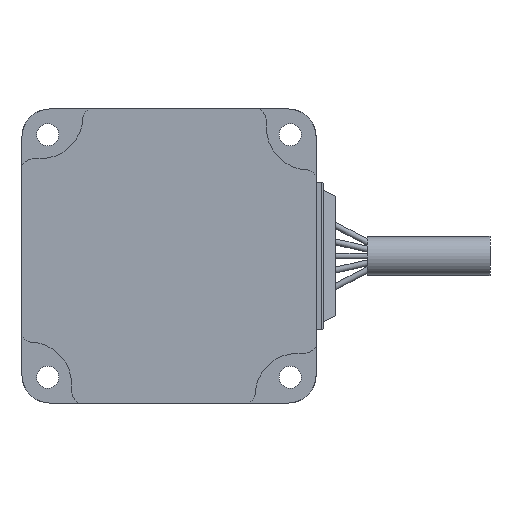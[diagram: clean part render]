
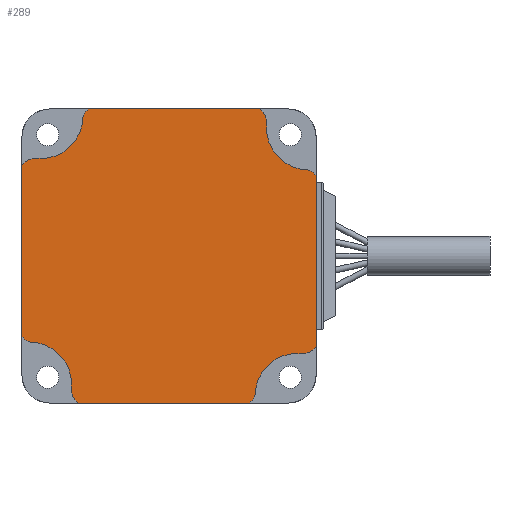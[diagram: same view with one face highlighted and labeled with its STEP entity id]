
A CAD part, left-side view. The second image highlights one B-rep face of the part: STEP entity #289.
In plain terms, the highlighted planar face has unit normal (-1, 0, 0).
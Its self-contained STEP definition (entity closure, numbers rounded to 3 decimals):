
#289 = ADVANCED_FACE( '', ( #584 ), #585, .F. );
#584 = FACE_OUTER_BOUND( '', #892, .T. );
#585 = PLANE( '', #893 );
#892 = EDGE_LOOP( '', ( #1872, #1873, #1874, #1875, #1876, #1877, #1878, #1879, #1880, #1881, #1882, #1883, #1884, #1885, #1886, #1887, #1888, #1889, #1890, #1891 ) );
#893 = AXIS2_PLACEMENT_3D( '', #1892, #1893, #1894 );
#1872 = ORIENTED_EDGE( '', *, *, #2248, .F. );
#1873 = ORIENTED_EDGE( '', *, *, #2251, .T. );
#1874 = ORIENTED_EDGE( '', *, *, #2255, .F. );
#1875 = ORIENTED_EDGE( '', *, *, #2221, .F. );
#1876 = ORIENTED_EDGE( '', *, *, #2280, .F. );
#1877 = ORIENTED_EDGE( '', *, *, #2253, .F. );
#1878 = ORIENTED_EDGE( '', *, *, #2257, .T. );
#1879 = ORIENTED_EDGE( '', *, *, #2259, .F. );
#1880 = ORIENTED_EDGE( '', *, *, #2261, .F. );
#1881 = ORIENTED_EDGE( '', *, *, #2281, .F. );
#1882 = ORIENTED_EDGE( '', *, *, #2263, .F. );
#1883 = ORIENTED_EDGE( '', *, *, #2266, .T. );
#1884 = ORIENTED_EDGE( '', *, *, #2268, .F. );
#1885 = ORIENTED_EDGE( '', *, *, #2269, .F. );
#1886 = ORIENTED_EDGE( '', *, *, #2209, .F. );
#1887 = ORIENTED_EDGE( '', *, *, #2271, .F. );
#1888 = ORIENTED_EDGE( '', *, *, #2273, .T. );
#1889 = ORIENTED_EDGE( '', *, *, #2275, .F. );
#1890 = ORIENTED_EDGE( '', *, *, #2277, .F. );
#1891 = ORIENTED_EDGE( '', *, *, #2282, .F. );
#1892 = CARTESIAN_POINT( '', ( -42., 24.3, 24.3 ) );
#1893 = DIRECTION( '', ( 1., 0., 0. ) );
#1894 = DIRECTION( '', ( 0., 0., -1. ) );
#2209 = EDGE_CURVE( '', #2713, #2715, #2716, .T. );
#2221 = EDGE_CURVE( '', #2737, #2739, #2740, .T. );
#2248 = EDGE_CURVE( '', #2786, #2788, #2789, .T. );
#2251 = EDGE_CURVE( '', #2786, #2791, #2793, .T. );
#2253 = EDGE_CURVE( '', #2794, #2796, #2797, .T. );
#2255 = EDGE_CURVE( '', #2739, #2791, #2799, .T. );
#2257 = EDGE_CURVE( '', #2794, #2800, #2802, .T. );
#2259 = EDGE_CURVE( '', #2803, #2800, #2805, .T. );
#2261 = EDGE_CURVE( '', #2806, #2803, #2808, .T. );
#2263 = EDGE_CURVE( '', #2809, #2811, #2812, .T. );
#2266 = EDGE_CURVE( '', #2809, #2814, #2816, .T. );
#2268 = EDGE_CURVE( '', #2817, #2814, #2819, .T. );
#2269 = EDGE_CURVE( '', #2715, #2817, #2820, .T. );
#2271 = EDGE_CURVE( '', #2821, #2713, #2823, .T. );
#2273 = EDGE_CURVE( '', #2821, #2824, #2826, .T. );
#2275 = EDGE_CURVE( '', #2827, #2824, #2829, .T. );
#2277 = EDGE_CURVE( '', #2830, #2827, #2832, .T. );
#2280 = EDGE_CURVE( '', #2796, #2737, #2836, .T. );
#2281 = EDGE_CURVE( '', #2811, #2806, #2837, .T. );
#2282 = EDGE_CURVE( '', #2788, #2830, #2838, .T. );
#2713 = VERTEX_POINT( '', #3498 );
#2715 = VERTEX_POINT( '', #3501 );
#2716 = LINE( '', #3502, #3503 );
#2737 = VERTEX_POINT( '', #3525 );
#2739 = VERTEX_POINT( '', #3528 );
#2740 = CIRCLE( '', #3529, 3. );
#2786 = VERTEX_POINT( '', #3586 );
#2788 = VERTEX_POINT( '', #3589 );
#2789 = CIRCLE( '', #3590, 3. );
#2791 = VERTEX_POINT( '', #3593 );
#2793 = CIRCLE( '', #3596, 8.5 );
#2794 = VERTEX_POINT( '', #3597 );
#2796 = VERTEX_POINT( '', #3600 );
#2797 = CIRCLE( '', #3601, 3. );
#2799 = LINE( '', #3604, #3605 );
#2800 = VERTEX_POINT( '', #3606 );
#2802 = CIRCLE( '', #3609, 8.5 );
#2803 = VERTEX_POINT( '', #3610 );
#2805 = LINE( '', #3613, #3614 );
#2806 = VERTEX_POINT( '', #3615 );
#2808 = CIRCLE( '', #3618, 3. );
#2809 = VERTEX_POINT( '', #3619 );
#2811 = VERTEX_POINT( '', #3622 );
#2812 = CIRCLE( '', #3623, 3. );
#2814 = VERTEX_POINT( '', #3626 );
#2816 = CIRCLE( '', #3629, 8.5 );
#2817 = VERTEX_POINT( '', #3630 );
#2819 = LINE( '', #3633, #3634 );
#2820 = CIRCLE( '', #3635, 3. );
#2821 = VERTEX_POINT( '', #3636 );
#2823 = CIRCLE( '', #3639, 3. );
#2824 = VERTEX_POINT( '', #3640 );
#2826 = CIRCLE( '', #3643, 8.5 );
#2827 = VERTEX_POINT( '', #3644 );
#2829 = LINE( '', #3647, #3648 );
#2830 = VERTEX_POINT( '', #3649 );
#2832 = CIRCLE( '', #3652, 3. );
#2836 = LINE( '', #3658, #3659 );
#2837 = LINE( '', #3660, #3661 );
#2838 = LINE( '', #3662, #3663 );
#3498 = CARTESIAN_POINT( '', ( -42., -30., 16.358 ) );
#3501 = CARTESIAN_POINT( '', ( -42., -30., -18.397 ) );
#3502 = CARTESIAN_POINT( '', ( -42., -30., 24.3 ) );
#3503 = VECTOR( '', #4026, 1000. );
#3525 = CARTESIAN_POINT( '', ( -42., 30., 18.397 ) );
#3528 = CARTESIAN_POINT( '', ( -42., 27.4, 19.9 ) );
#3529 = AXIS2_PLACEMENT_3D( '', #4056, #4057, #4058 );
#3586 = CARTESIAN_POINT( '', ( -42., 17.601, 28.264 ) );
#3589 = CARTESIAN_POINT( '', ( -42., 16.358, 30. ) );
#3590 = AXIS2_PLACEMENT_3D( '', #4113, #4114, #4115 );
#3593 = CARTESIAN_POINT( '', ( -42., 26.1, 19.9 ) );
#3596 = AXIS2_PLACEMENT_3D( '', #4118, #4119, #4120 );
#3597 = CARTESIAN_POINT( '', ( -42., 28.264, -17.601 ) );
#3600 = CARTESIAN_POINT( '', ( -42., 30., -16.358 ) );
#3601 = AXIS2_PLACEMENT_3D( '', #4122, #4123, #4124 );
#3604 = CARTESIAN_POINT( '', ( -42., 27.4, 19.9 ) );
#3605 = VECTOR( '', #4126, 1000. );
#3606 = CARTESIAN_POINT( '', ( -42., 19.9, -26.1 ) );
#3609 = AXIS2_PLACEMENT_3D( '', #4128, #4129, #4130 );
#3610 = CARTESIAN_POINT( '', ( -42., 19.9, -27.4 ) );
#3613 = CARTESIAN_POINT( '', ( -42., 19.9, -27.4 ) );
#3614 = VECTOR( '', #4132, 1000. );
#3615 = CARTESIAN_POINT( '', ( -42., 18.397, -30. ) );
#3618 = AXIS2_PLACEMENT_3D( '', #4134, #4135, #4136 );
#3619 = CARTESIAN_POINT( '', ( -42., -17.601, -28.264 ) );
#3622 = CARTESIAN_POINT( '', ( -42., -16.358, -30. ) );
#3623 = AXIS2_PLACEMENT_3D( '', #4138, #4139, #4140 );
#3626 = CARTESIAN_POINT( '', ( -42., -26.1, -19.9 ) );
#3629 = AXIS2_PLACEMENT_3D( '', #4143, #4144, #4145 );
#3630 = CARTESIAN_POINT( '', ( -42., -27.4, -19.9 ) );
#3633 = CARTESIAN_POINT( '', ( -42., -27.4, -19.9 ) );
#3634 = VECTOR( '', #4147, 1000. );
#3635 = AXIS2_PLACEMENT_3D( '', #4148, #4149, #4150 );
#3636 = CARTESIAN_POINT( '', ( -42., -28.264, 17.601 ) );
#3639 = AXIS2_PLACEMENT_3D( '', #4152, #4153, #4154 );
#3640 = CARTESIAN_POINT( '', ( -42., -19.9, 26.1 ) );
#3643 = AXIS2_PLACEMENT_3D( '', #4156, #4157, #4158 );
#3644 = CARTESIAN_POINT( '', ( -42., -19.9, 27.4 ) );
#3647 = CARTESIAN_POINT( '', ( -42., -19.9, 27.4 ) );
#3648 = VECTOR( '', #4160, 1000. );
#3649 = CARTESIAN_POINT( '', ( -42., -18.397, 30. ) );
#3652 = AXIS2_PLACEMENT_3D( '', #4162, #4163, #4164 );
#3658 = CARTESIAN_POINT( '', ( -42., 30., -24.3 ) );
#3659 = VECTOR( '', #4167, 1000. );
#3660 = CARTESIAN_POINT( '', ( -42., -24.3, -30. ) );
#3661 = VECTOR( '', #4168, 1000. );
#3662 = CARTESIAN_POINT( '', ( -42., 24.3, 30. ) );
#3663 = VECTOR( '', #4169, 1000. );
#4026 = DIRECTION( '', ( 0., 0., -1. ) );
#4056 = CARTESIAN_POINT( '', ( -42., 27.4, 16.9 ) );
#4057 = DIRECTION( '', ( 1., 0., 0. ) );
#4058 = DIRECTION( '', ( 0., 0., -1. ) );
#4113 = CARTESIAN_POINT( '', ( -42., 14.7, 27.5 ) );
#4114 = DIRECTION( '', ( 1., 0., 0. ) );
#4115 = DIRECTION( '', ( 0., 0., -1. ) );
#4118 = CARTESIAN_POINT( '', ( -42., 26.1, 28.4 ) );
#4119 = DIRECTION( '', ( 1., 0., 0. ) );
#4120 = DIRECTION( '', ( 0., 0., -1. ) );
#4122 = CARTESIAN_POINT( '', ( -42., 27.5, -14.7 ) );
#4123 = DIRECTION( '', ( 1., 0., 0. ) );
#4124 = DIRECTION( '', ( 0., 0., -1. ) );
#4126 = DIRECTION( '', ( 0., -1., 0. ) );
#4128 = CARTESIAN_POINT( '', ( -42., 28.4, -26.1 ) );
#4129 = DIRECTION( '', ( 1., 0., 0. ) );
#4130 = DIRECTION( '', ( 0., 0., -1. ) );
#4132 = DIRECTION( '', ( 0., 0., 1. ) );
#4134 = CARTESIAN_POINT( '', ( -42., 16.9, -27.4 ) );
#4135 = DIRECTION( '', ( 1., 0., 0. ) );
#4136 = DIRECTION( '', ( 0., 0., -1. ) );
#4138 = CARTESIAN_POINT( '', ( -42., -14.7, -27.5 ) );
#4139 = DIRECTION( '', ( 1., 0., 0. ) );
#4140 = DIRECTION( '', ( 0., 0., -1. ) );
#4143 = CARTESIAN_POINT( '', ( -42., -26.1, -28.4 ) );
#4144 = DIRECTION( '', ( 1., 0., 0. ) );
#4145 = DIRECTION( '', ( 0., 0., -1. ) );
#4147 = DIRECTION( '', ( 0., 1., 0. ) );
#4148 = CARTESIAN_POINT( '', ( -42., -27.4, -16.9 ) );
#4149 = DIRECTION( '', ( 1., 0., 0. ) );
#4150 = DIRECTION( '', ( 0., 0., -1. ) );
#4152 = CARTESIAN_POINT( '', ( -42., -27.5, 14.7 ) );
#4153 = DIRECTION( '', ( 1., 0., 0. ) );
#4154 = DIRECTION( '', ( 0., 0., -1. ) );
#4156 = CARTESIAN_POINT( '', ( -42., -28.4, 26.1 ) );
#4157 = DIRECTION( '', ( 1., 0., 0. ) );
#4158 = DIRECTION( '', ( 0., 0., -1. ) );
#4160 = DIRECTION( '', ( 0., 0., -1. ) );
#4162 = CARTESIAN_POINT( '', ( -42., -16.9, 27.4 ) );
#4163 = DIRECTION( '', ( 1., 0., 0. ) );
#4164 = DIRECTION( '', ( 0., 0., -1. ) );
#4167 = DIRECTION( '', ( 0., 0., 1. ) );
#4168 = DIRECTION( '', ( 0., 1., 0. ) );
#4169 = DIRECTION( '', ( 0., -1., 0. ) );
